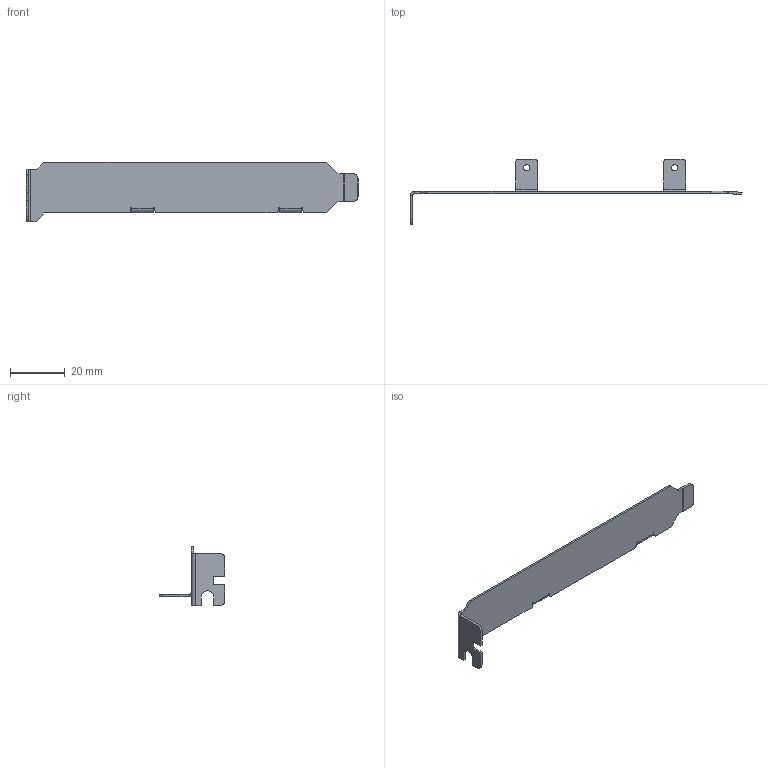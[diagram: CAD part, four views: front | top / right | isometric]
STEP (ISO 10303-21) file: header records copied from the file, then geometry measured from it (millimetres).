
FILE_DESCRIPTION(('HOOPS Exchange Step'),'2;1');
FILE_NAME('STD-PC-PCIe-BRACKET-LOW-ADAPTER.step','2019-07-17T22:04:06+00:00',('SYSTEM'),('Unknown organisation'),'HOOPS Exchange 10.0','HOOPS Exchange','Unknown authorisation');
FILE_SCHEMA( ('AUTOMOTIVE_DESIGN { 1 0 10303 214 1 1 1 1 }') );
Length unit declared in the file: millimetre
Products named in the file (2): Default; STD-PC-PCIe-BRACKET-LOW-ADAPTER
Assembly tree (1 placements, depth 2):
  STD-PC-PCIe-BRACKET-LOW-ADAPTER
    Default
Bounding box: 120.9 x 24 x 21.59 mm (x, y, z)
Volume: 2139 mm3; surface area: 5305.1 mm2
Topology: 1 solids, 1 shells, 84 faces, 216 edges, 134 vertices
Faces by surface type: plane 62, cylinder 22
Full cylindrical faces by diameter (mm): 2.261 x2
Entity records: 2570 total; most frequent: CARTESIAN_POINT 437, DIRECTION 436, ORIENTED_EDGE 432, EDGE_CURVE 216, VECTOR 170, LINE 170, VERTEX_POINT 134, AXIS2_PLACEMENT_3D 133
